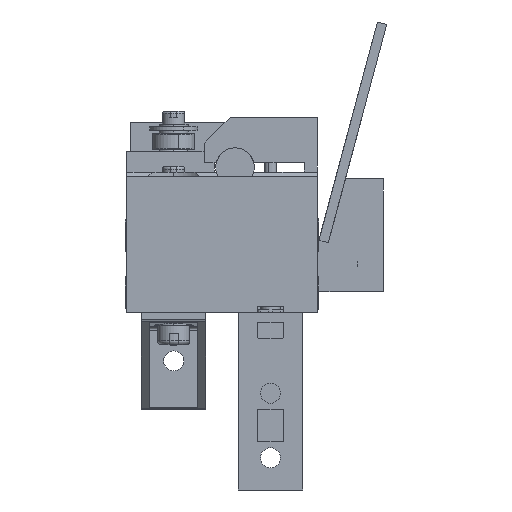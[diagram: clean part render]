
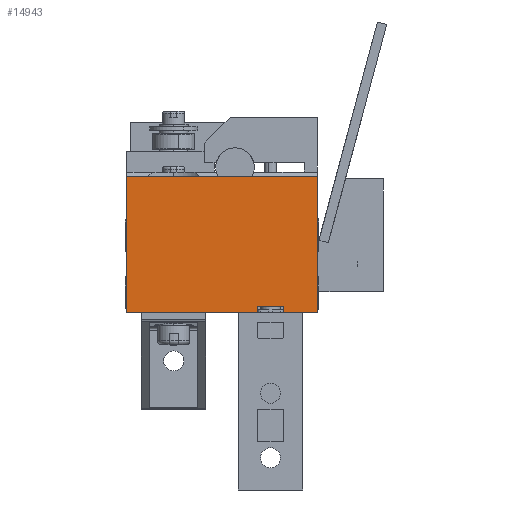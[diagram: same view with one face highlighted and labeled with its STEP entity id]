
A CAD part, left-side view. The second image highlights one B-rep face of the part: STEP entity #14943.
In plain terms, the highlighted planar face has unit normal (-1, 0, 0).
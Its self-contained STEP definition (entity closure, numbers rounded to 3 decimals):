
#150 = LINE ( 'NONE', #1458, #20152 ) ;
#237 = VERTEX_POINT ( 'NONE', #25641 ) ;
#290 = CARTESIAN_POINT ( 'NONE',  ( -15., -26., -28. ) ) ;
#358 = LINE ( 'NONE', #11217, #11877 ) ;
#387 = AXIS2_PLACEMENT_3D ( 'NONE', #23788, #6496, #442 ) ;
#442 = DIRECTION ( 'NONE',  ( 0., -1., 0. ) ) ;
#614 = VERTEX_POINT ( 'NONE', #290 ) ;
#1046 = ORIENTED_EDGE ( 'NONE', *, *, #9915, .T. ) ;
#1068 = VERTEX_POINT ( 'NONE', #10851 ) ;
#1226 = ORIENTED_EDGE ( 'NONE', *, *, #13461, .F. ) ;
#1458 = CARTESIAN_POINT ( 'NONE',  ( -15., 14.5, -30. ) ) ;
#1617 = CARTESIAN_POINT ( 'NONE',  ( -15., -44.5, -30. ) ) ;
#2003 = CARTESIAN_POINT ( 'NONE',  ( -15., -44.5, 12. ) ) ;
#3348 = CARTESIAN_POINT ( 'NONE',  ( -15., -26., -30. ) ) ;
#3433 = DIRECTION ( 'NONE',  ( 0., 0., -1. ) ) ;
#3734 = LINE ( 'NONE', #19451, #10814 ) ;
#5119 = CARTESIAN_POINT ( 'NONE',  ( -15., -26., -28. ) ) ;
#5357 = LINE ( 'NONE', #24437, #28022 ) ;
#6496 = DIRECTION ( 'NONE',  ( -1., 0., 0. ) ) ;
#7362 = VERTEX_POINT ( 'NONE', #1617 ) ;
#7627 = VERTEX_POINT ( 'NONE', #18406 ) ;
#7682 = DIRECTION ( 'NONE',  ( 0., -1., 0. ) ) ;
#7900 = CARTESIAN_POINT ( 'NONE',  ( -15., 14.5, -30. ) ) ;
#8031 = ORIENTED_EDGE ( 'NONE', *, *, #14998, .T. ) ;
#9057 = EDGE_CURVE ( 'NONE', #13103, #1068, #150, .T. ) ;
#9651 = LINE ( 'NONE', #5119, #23474 ) ;
#9915 = EDGE_CURVE ( 'NONE', #7627, #237, #5357, .T. ) ;
#10814 = VECTOR ( 'NONE', #15506, 1000. ) ;
#10851 = CARTESIAN_POINT ( 'NONE',  ( -15., -26., -30. ) ) ;
#11217 = CARTESIAN_POINT ( 'NONE',  ( -15., 14.5, -30. ) ) ;
#11676 = VECTOR ( 'NONE', #15417, 1000. ) ;
#11877 = VECTOR ( 'NONE', #23849, 1000. ) ;
#13103 = VERTEX_POINT ( 'NONE', #7900 ) ;
#13461 = EDGE_CURVE ( 'NONE', #27855, #14078, #21098, .T. ) ;
#14078 = VERTEX_POINT ( 'NONE', #2003 ) ;
#14531 = EDGE_CURVE ( 'NONE', #13103, #27855, #358, .T. ) ;
#14715 = LINE ( 'NONE', #25811, #11676 ) ;
#14803 = ORIENTED_EDGE ( 'NONE', *, *, #17006, .T. ) ;
#14905 = CARTESIAN_POINT ( 'NONE',  ( -15., 14.5, 12. ) ) ;
#14943 = ADVANCED_FACE ( 'NONE', ( #26758 ), #21990, .T. ) ;
#14998 = EDGE_CURVE ( 'NONE', #7362, #14078, #3734, .T. ) ;
#15417 = DIRECTION ( 'NONE',  ( 0., -1., 0. ) ) ;
#15506 = DIRECTION ( 'NONE',  ( 0., 0., 1. ) ) ;
#17006 = EDGE_CURVE ( 'NONE', #237, #7362, #14715, .T. ) ;
#17706 = DIRECTION ( 'NONE',  ( 0., 0., -1. ) ) ;
#18406 = CARTESIAN_POINT ( 'NONE',  ( -15., -34., -28. ) ) ;
#19451 = CARTESIAN_POINT ( 'NONE',  ( -15., -44.5, -30. ) ) ;
#20152 = VECTOR ( 'NONE', #7682, 1000. ) ;
#20252 = DIRECTION ( 'NONE',  ( 0., -1., 0. ) ) ;
#20921 = ORIENTED_EDGE ( 'NONE', *, *, #24625, .F. ) ;
#21098 = LINE ( 'NONE', #21466, #26524 ) ;
#21466 = CARTESIAN_POINT ( 'NONE',  ( -15., 14.5, 12. ) ) ;
#21693 = EDGE_CURVE ( 'NONE', #614, #7627, #9651, .T. ) ;
#21905 = LINE ( 'NONE', #3348, #26671 ) ;
#21990 = PLANE ( 'NONE',  #387 ) ;
#22596 = EDGE_LOOP ( 'NONE', ( #20921, #25945, #1046, #14803, #8031, #1226, #26039, #22679 ) ) ;
#22679 = ORIENTED_EDGE ( 'NONE', *, *, #9057, .T. ) ;
#23474 = VECTOR ( 'NONE', #20252, 1000. ) ;
#23663 = DIRECTION ( 'NONE',  ( 0., -1., 0. ) ) ;
#23788 = CARTESIAN_POINT ( 'NONE',  ( -15., 14.5, -30. ) ) ;
#23849 = DIRECTION ( 'NONE',  ( 0., 0., 1. ) ) ;
#24437 = CARTESIAN_POINT ( 'NONE',  ( -15., -34., -30. ) ) ;
#24625 = EDGE_CURVE ( 'NONE', #614, #1068, #21905, .T. ) ;
#25641 = CARTESIAN_POINT ( 'NONE',  ( -15., -34., -30. ) ) ;
#25811 = CARTESIAN_POINT ( 'NONE',  ( -15., 14.5, -30. ) ) ;
#25945 = ORIENTED_EDGE ( 'NONE', *, *, #21693, .T. ) ;
#26039 = ORIENTED_EDGE ( 'NONE', *, *, #14531, .F. ) ;
#26524 = VECTOR ( 'NONE', #23663, 1000. ) ;
#26671 = VECTOR ( 'NONE', #3433, 1000. ) ;
#26758 = FACE_OUTER_BOUND ( 'NONE', #22596, .T. ) ;
#27855 = VERTEX_POINT ( 'NONE', #14905 ) ;
#28022 = VECTOR ( 'NONE', #17706, 1000. ) ;
